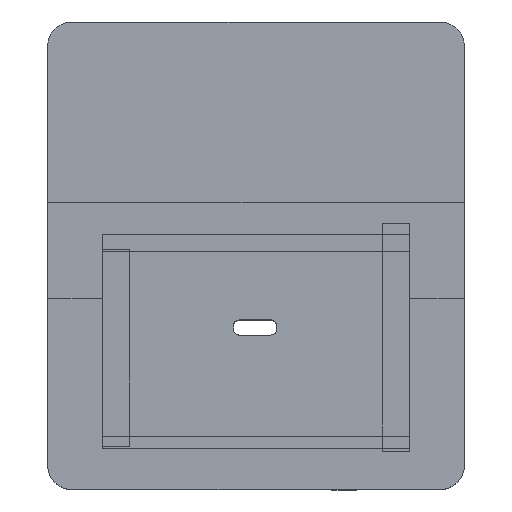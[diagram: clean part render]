
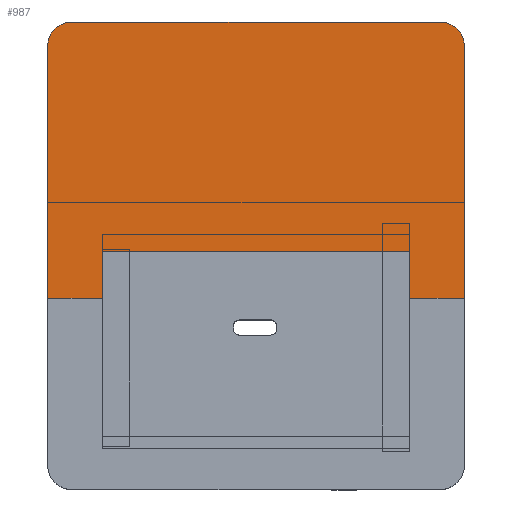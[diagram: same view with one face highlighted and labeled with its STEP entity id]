
A CAD part, top view. The second image highlights one B-rep face of the part: STEP entity #987.
In plain terms, the highlighted planar face has unit normal (0, 0, 1).
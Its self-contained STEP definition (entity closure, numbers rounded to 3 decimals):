
#811=CARTESIAN_POINT('',(83.18,44.457,44.05));
#812=VERTEX_POINT('',#811);
#843=CARTESIAN_POINT('',(94.479,44.457,44.05));
#844=VERTEX_POINT('',#843);
#851=CARTESIAN_POINT('',(94.479,44.457,44.05));
#852=DIRECTION('',(-1.,0.,-0.));
#853=VECTOR('',#852,11.299);
#854=LINE('',#851,#853);
#855=EDGE_CURVE('',#844,#812,#854,.T.);
#875=CARTESIAN_POINT('',(19.78,44.457,44.05));
#876=VERTEX_POINT('',#875);
#883=CARTESIAN_POINT('',(8.479,44.457,44.05));
#884=VERTEX_POINT('',#883);
#885=CARTESIAN_POINT('',(19.78,44.457,44.05));
#886=DIRECTION('',(-1.,0.,-0.));
#887=VECTOR('',#886,11.301);
#888=LINE('',#885,#887);
#889=EDGE_CURVE('',#876,#884,#888,.T.);
#916=CARTESIAN_POINT('',(337.357,49.,44.05));
#917=DIRECTION('',(0.,0.,-1.));
#918=DIRECTION('',(-1.,0.,-0.));
#919=AXIS2_PLACEMENT_3D('',#916,#917,#918);
#920=PLANE('',#919);
#921=CARTESIAN_POINT('',(83.18,54.011,44.05));
#922=VERTEX_POINT('',#921);
#923=CARTESIAN_POINT('',(19.78,54.011,44.05));
#924=VERTEX_POINT('',#923);
#925=CARTESIAN_POINT('',(83.18,54.011,44.05));
#926=DIRECTION('',(-1.,0.,-0.));
#927=VECTOR('',#926,63.4);
#928=LINE('',#925,#927);
#929=EDGE_CURVE('',#922,#924,#928,.T.);
#930=ORIENTED_EDGE('',*,*,#929,.F.);
#931=CARTESIAN_POINT('',(83.18,44.457,44.05));
#932=DIRECTION('',(0.,1.,0.));
#933=VECTOR('',#932,9.554);
#934=LINE('',#931,#933);
#935=EDGE_CURVE('',#812,#922,#934,.T.);
#936=ORIENTED_EDGE('',*,*,#935,.F.);
#937=ORIENTED_EDGE('',*,*,#855,.F.);
#938=CARTESIAN_POINT('',(94.479,96.457,44.05));
#939=VERTEX_POINT('',#938);
#940=CARTESIAN_POINT('',(94.479,96.457,44.05));
#941=DIRECTION('',(0.,-1.,0.));
#942=VECTOR('',#941,52.);
#943=LINE('',#940,#942);
#944=EDGE_CURVE('',#939,#844,#943,.T.);
#945=ORIENTED_EDGE('',*,*,#944,.F.);
#946=CARTESIAN_POINT('',(89.479,101.457,44.05));
#947=VERTEX_POINT('',#946);
#948=CARTESIAN_POINT('',(89.479,96.457,44.05));
#949=DIRECTION('',(-0.,-0.,1.));
#950=DIRECTION('',(-1.,0.,-0.));
#951=AXIS2_PLACEMENT_3D('',#948,#949,#950);
#952=CIRCLE('',#951,5.);
#953=EDGE_CURVE('',#939,#947,#952,.T.);
#954=ORIENTED_EDGE('',*,*,#953,.T.);
#955=CARTESIAN_POINT('',(13.479,101.457,44.05));
#956=VERTEX_POINT('',#955);
#957=CARTESIAN_POINT('',(13.479,101.457,44.05));
#958=DIRECTION('',(1.,0.,0.));
#959=VECTOR('',#958,76.);
#960=LINE('',#957,#959);
#961=EDGE_CURVE('',#956,#947,#960,.T.);
#962=ORIENTED_EDGE('',*,*,#961,.F.);
#963=CARTESIAN_POINT('',(8.479,96.457,44.05));
#964=VERTEX_POINT('',#963);
#965=CARTESIAN_POINT('',(13.479,96.457,44.05));
#966=DIRECTION('',(-0.,-0.,1.));
#967=DIRECTION('',(-1.,0.,-0.));
#968=AXIS2_PLACEMENT_3D('',#965,#966,#967);
#969=CIRCLE('',#968,5.);
#970=EDGE_CURVE('',#956,#964,#969,.T.);
#971=ORIENTED_EDGE('',*,*,#970,.T.);
#972=CARTESIAN_POINT('',(8.479,44.457,44.05));
#973=DIRECTION('',(0.,1.,0.));
#974=VECTOR('',#973,52.);
#975=LINE('',#972,#974);
#976=EDGE_CURVE('',#884,#964,#975,.T.);
#977=ORIENTED_EDGE('',*,*,#976,.F.);
#978=ORIENTED_EDGE('',*,*,#889,.F.);
#979=CARTESIAN_POINT('',(19.78,44.457,44.05));
#980=DIRECTION('',(0.,1.,0.));
#981=VECTOR('',#980,9.554);
#982=LINE('',#979,#981);
#983=EDGE_CURVE('',#876,#924,#982,.T.);
#984=ORIENTED_EDGE('',*,*,#983,.T.);
#985=EDGE_LOOP('',(#930,#936,#937,#945,#954,#962,#971,#977,#978,#984));
#986=FACE_BOUND('',#985,.T.);
#987=ADVANCED_FACE('',(#986),#920,.F.);
